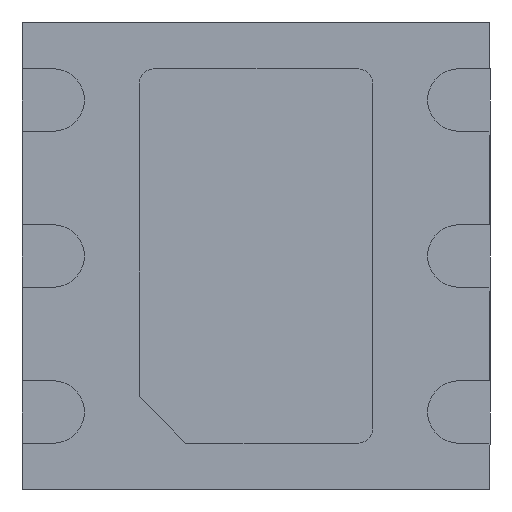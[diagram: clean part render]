
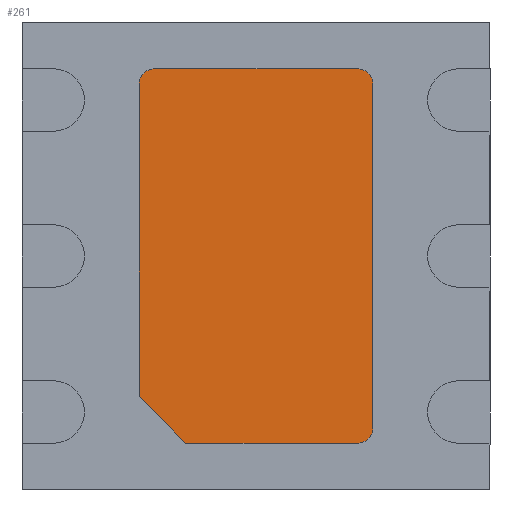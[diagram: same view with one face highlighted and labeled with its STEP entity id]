
A CAD part, front view. The second image highlights one B-rep face of the part: STEP entity #261.
In plain terms, the highlighted planar face has unit normal (0, -1, 0).
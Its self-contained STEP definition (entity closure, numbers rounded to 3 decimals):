
#6 = EDGE_CURVE ( 'NONE', #494, #1633, #1270, .T. ) ;
#35 = DIRECTION ( 'NONE',  ( 1., 0., 0. ) ) ;
#92 = DIRECTION ( 'NONE',  ( 0., -1., 0. ) ) ;
#134 = LINE ( 'NONE', #1055, #607 ) ;
#172 = AXIS2_PLACEMENT_3D ( 'NONE', #1634, #92, #1909 ) ;
#210 = ORIENTED_EDGE ( 'NONE', *, *, #2719, .T. ) ;
#223 = CARTESIAN_POINT ( 'NONE',  ( 0.65, 0., 1.1 ) ) ;
#261 = ADVANCED_FACE ( 'NONE', ( #2229 ), #2924, .T. ) ;
#323 = LINE ( 'NONE', #2368, #2339 ) ;
#494 = VERTEX_POINT ( 'NONE', #2438 ) ;
#521 = CARTESIAN_POINT ( 'NONE',  ( 0.65, 0., 1.2 ) ) ;
#523 = ORIENTED_EDGE ( 'NONE', *, *, #2947, .T. ) ;
#607 = VECTOR ( 'NONE', #35, 1000. ) ;
#625 = CIRCLE ( 'NONE', #2934, 0.1 ) ;
#798 = CARTESIAN_POINT ( 'NONE',  ( -0.75, 0., 1.1 ) ) ;
#811 = DIRECTION ( 'NONE',  ( 0., -1., 0. ) ) ;
#822 = VERTEX_POINT ( 'NONE', #798 ) ;
#837 = VERTEX_POINT ( 'NONE', #1875 ) ;
#907 = DIRECTION ( 'NONE',  ( 0., 0., -1. ) ) ;
#1040 = CARTESIAN_POINT ( 'NONE',  ( 0.75, 0., 1.1 ) ) ;
#1055 = CARTESIAN_POINT ( 'NONE',  ( 0.65, 0., -1.2 ) ) ;
#1130 = VERTEX_POINT ( 'NONE', #1210 ) ;
#1155 = ORIENTED_EDGE ( 'NONE', *, *, #1804, .T. ) ;
#1210 = CARTESIAN_POINT ( 'NONE',  ( -0.75, 0., -0.9 ) ) ;
#1218 = DIRECTION ( 'NONE',  ( 0.707, 0., -0.707 ) ) ;
#1244 = AXIS2_PLACEMENT_3D ( 'NONE', #2648, #3179, #907 ) ;
#1270 = LINE ( 'NONE', #3044, #1750 ) ;
#1287 = DIRECTION ( 'NONE',  ( 0., 0., 1. ) ) ;
#1414 = VECTOR ( 'NONE', #2277, 1000. ) ;
#1419 = ORIENTED_EDGE ( 'NONE', *, *, #2034, .T. ) ;
#1431 = ORIENTED_EDGE ( 'NONE', *, *, #3020, .T. ) ;
#1446 = ORIENTED_EDGE ( 'NONE', *, *, #2722, .T. ) ;
#1530 = VERTEX_POINT ( 'NONE', #2044 ) ;
#1559 = LINE ( 'NONE', #1783, #1414 ) ;
#1633 = VERTEX_POINT ( 'NONE', #1040 ) ;
#1634 = CARTESIAN_POINT ( 'NONE',  ( -0.65, 0., 1.1 ) ) ;
#1750 = VECTOR ( 'NONE', #1287, 1000. ) ;
#1783 = CARTESIAN_POINT ( 'NONE',  ( -0.75, 0., 1.1 ) ) ;
#1804 = EDGE_CURVE ( 'NONE', #1130, #837, #3244, .T. ) ;
#1875 = CARTESIAN_POINT ( 'NONE',  ( -0.45, 0., -1.2 ) ) ;
#1909 = DIRECTION ( 'NONE',  ( 0., 0., -1. ) ) ;
#2018 = DIRECTION ( 'NONE',  ( 0., 0., -1. ) ) ;
#2034 = EDGE_CURVE ( 'NONE', #2577, #494, #2042, .T. ) ;
#2042 = CIRCLE ( 'NONE', #1244, 0.1 ) ;
#2044 = CARTESIAN_POINT ( 'NONE',  ( -0.65, 0., 1.2 ) ) ;
#2086 = CARTESIAN_POINT ( 'NONE',  ( -0.65, 0., 1.1 ) ) ;
#2229 = FACE_OUTER_BOUND ( 'NONE', #2769, .T. ) ;
#2277 = DIRECTION ( 'NONE',  ( 0., 0., -1. ) ) ;
#2280 = ORIENTED_EDGE ( 'NONE', *, *, #6, .T. ) ;
#2339 = VECTOR ( 'NONE', #2606, 1000. ) ;
#2368 = CARTESIAN_POINT ( 'NONE',  ( 0.65, 0., 1.2 ) ) ;
#2392 = EDGE_CURVE ( 'NONE', #1530, #822, #625, .T. ) ;
#2438 = CARTESIAN_POINT ( 'NONE',  ( 0.75, 0., -1.1 ) ) ;
#2519 = AXIS2_PLACEMENT_3D ( 'NONE', #223, #3301, #2018 ) ;
#2577 = VERTEX_POINT ( 'NONE', #3261 ) ;
#2606 = DIRECTION ( 'NONE',  ( -1., 0., 0. ) ) ;
#2610 = ORIENTED_EDGE ( 'NONE', *, *, #2392, .T. ) ;
#2648 = CARTESIAN_POINT ( 'NONE',  ( 0.65, 0., -1.1 ) ) ;
#2650 = CARTESIAN_POINT ( 'NONE',  ( -0.75, 0., -0.9 ) ) ;
#2719 = EDGE_CURVE ( 'NONE', #822, #1130, #1559, .T. ) ;
#2722 = EDGE_CURVE ( 'NONE', #1633, #2920, #3286, .T. ) ;
#2769 = EDGE_LOOP ( 'NONE', ( #2610, #210, #1155, #523, #1419, #2280, #1446, #1431 ) ) ;
#2865 = DIRECTION ( 'NONE',  ( 0., 0., -1. ) ) ;
#2920 = VERTEX_POINT ( 'NONE', #521 ) ;
#2924 = PLANE ( 'NONE',  #172 ) ;
#2934 = AXIS2_PLACEMENT_3D ( 'NONE', #2086, #811, #2865 ) ;
#2947 = EDGE_CURVE ( 'NONE', #837, #2577, #134, .T. ) ;
#2964 = VECTOR ( 'NONE', #1218, 1000. ) ;
#3020 = EDGE_CURVE ( 'NONE', #2920, #1530, #323, .T. ) ;
#3044 = CARTESIAN_POINT ( 'NONE',  ( 0.75, 0., 1.1 ) ) ;
#3179 = DIRECTION ( 'NONE',  ( 0., -1., 0. ) ) ;
#3244 = LINE ( 'NONE', #2650, #2964 ) ;
#3261 = CARTESIAN_POINT ( 'NONE',  ( 0.65, 0., -1.2 ) ) ;
#3286 = CIRCLE ( 'NONE', #2519, 0.1 ) ;
#3301 = DIRECTION ( 'NONE',  ( 0., -1., 0. ) ) ;
